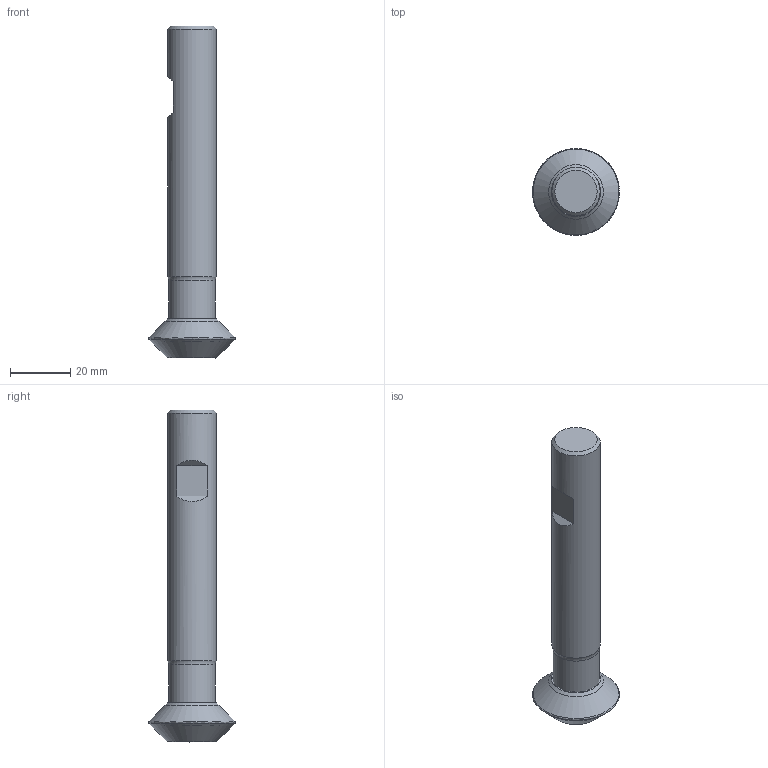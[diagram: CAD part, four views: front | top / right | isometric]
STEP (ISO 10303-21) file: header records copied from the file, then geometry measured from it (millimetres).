
FILE_DESCRIPTION(/* description */ (''),/* implementation_level */ '2;1');
FILE_NAME(/* name */ '16N2R027B16-SSO09-C.stp',/* time_stamp */ '2020-01-08T07:48:27+01:00',/* author */ (''),/* organization */ (''),/* preprocessor_version */ 'ST-DEVELOPER v16.7',/* originating_system */ 'SIEMENS PLM Software NX 12.0',/* authorisation */ '');
FILE_SCHEMA (('AUTOMOTIVE_DESIGN { 1 0 10303 214 3 1 1 1 }'));
Length unit declared in the file: millimetre
Products named in the file (1): wq702BE00ED2ry9c
Bounding box: 28.78 x 28.78 x 109.97 mm (x, y, z)
Volume: 28031.9 mm3; surface area: 8521.8 mm2
Topology: 2 solids, 2 shells, 28 faces, 68 edges, 44 vertices
Faces by surface type: revolution 13, plane 7, cylinder 3, cone 3, torus 2
Full cylindrical faces by diameter (mm): 15.5 x1, 16 x1, 26.6 x1
Entity records: 747 total; most frequent: CARTESIAN_POINT 229, DIRECTION 100, ORIENTED_EDGE 58, EDGE_LOOP 50, FACE_BOUND 43, AXIS2_PLACEMENT_3D 41, EDGE_CURVE 29, ADVANCED_FACE 28
